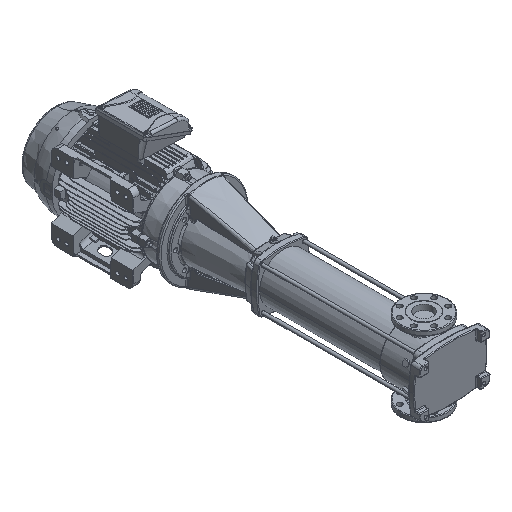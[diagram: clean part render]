
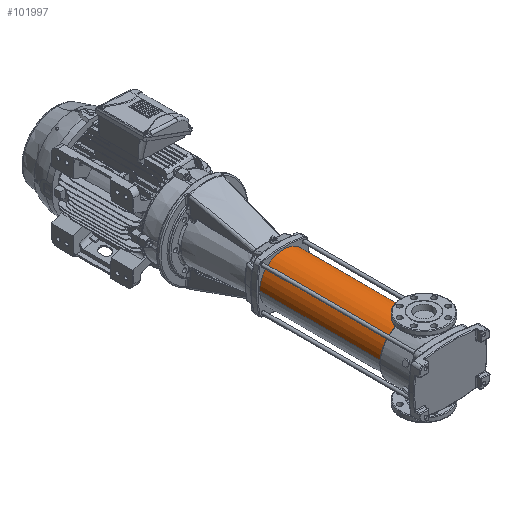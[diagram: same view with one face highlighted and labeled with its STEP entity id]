
A CAD part, isometric view. The second image highlights one B-rep face of the part: STEP entity #101997.
In plain terms, the highlighted cylindrical face has radius 108 mm (diameter 216 mm), a partial arc.
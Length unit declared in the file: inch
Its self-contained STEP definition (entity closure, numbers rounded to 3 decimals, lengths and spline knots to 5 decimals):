
#333 = ORIENTED_EDGE ( 'NONE', *, *, #104833, .T. ) ;
#2381 = VERTEX_POINT ( 'NONE', #70210 ) ;
#2521 = DIRECTION ( 'NONE',  ( 0., -1., 0. ) ) ;
#3269 = CARTESIAN_POINT ( 'NONE',  ( 0., 2.55906, 0. ) ) ;
#4556 = DIRECTION ( 'NONE',  ( 0., 1., 0. ) ) ;
#11557 = DIRECTION ( 'NONE',  ( 0., 1., 0. ) ) ;
#20949 = CARTESIAN_POINT ( 'NONE',  ( 0., 24.42126, -4.25197 ) ) ;
#25832 = CARTESIAN_POINT ( 'NONE',  ( 0., 2.55906, 4.25197 ) ) ;
#26359 = CIRCLE ( 'NONE', #93578, 4.25197 ) ;
#38379 = CIRCLE ( 'NONE', #121829, 4.25197 ) ;
#65310 = DIRECTION ( 'NONE',  ( 0., 1., 0. ) ) ;
#67559 = VERTEX_POINT ( 'NONE', #127369 ) ;
#70210 = CARTESIAN_POINT ( 'NONE',  ( 0., 2.55906, 4.25197 ) ) ;
#76263 = LINE ( 'NONE', #100701, #83765 ) ;
#81377 = AXIS2_PLACEMENT_3D ( 'NONE', #96314, #4556, #97131 ) ;
#81783 = VERTEX_POINT ( 'NONE', #136166 ) ;
#83651 = FACE_OUTER_BOUND ( 'NONE', #124487, .T. ) ;
#83765 = VECTOR ( 'NONE', #65310, 39.37008 ) ;
#85646 = ORIENTED_EDGE ( 'NONE', *, *, #88733, .T. ) ;
#88471 = EDGE_CURVE ( 'NONE', #81783, #2381, #26359, .T. ) ;
#88733 = EDGE_CURVE ( 'NONE', #2381, #67559, #139573, .T. ) ;
#92545 = DIRECTION ( 'NONE',  ( 0., 0., 1. ) ) ;
#93578 = AXIS2_PLACEMENT_3D ( 'NONE', #3269, #159107, #92545 ) ;
#96314 = CARTESIAN_POINT ( 'NONE',  ( 0., 2.55906, 0. ) ) ;
#97131 = DIRECTION ( 'NONE',  ( 0., 0., 1. ) ) ;
#100701 = CARTESIAN_POINT ( 'NONE',  ( 0., 2.55906, -4.25197 ) ) ;
#101997 = ADVANCED_FACE ( 'NONE', ( #83651 ), #108942, .T. ) ;
#104833 = EDGE_CURVE ( 'NONE', #67559, #154604, #38379, .T. ) ;
#108942 = CYLINDRICAL_SURFACE ( 'NONE', #81377, 4.25197 ) ;
#121829 = AXIS2_PLACEMENT_3D ( 'NONE', #130554, #2521, #132219 ) ;
#124487 = EDGE_LOOP ( 'NONE', ( #153839, #143575, #85646, #333 ) ) ;
#127369 = CARTESIAN_POINT ( 'NONE',  ( 0., 24.42126, 4.25197 ) ) ;
#130554 = CARTESIAN_POINT ( 'NONE',  ( 0., 24.42126, 0. ) ) ;
#132219 = DIRECTION ( 'NONE',  ( 0., 0., 1. ) ) ;
#136166 = CARTESIAN_POINT ( 'NONE',  ( 0., 2.55906, -4.25197 ) ) ;
#139573 = LINE ( 'NONE', #25832, #144681 ) ;
#143575 = ORIENTED_EDGE ( 'NONE', *, *, #88471, .T. ) ;
#144681 = VECTOR ( 'NONE', #11557, 39.37008 ) ;
#153839 = ORIENTED_EDGE ( 'NONE', *, *, #159323, .F. ) ;
#154604 = VERTEX_POINT ( 'NONE', #20949 ) ;
#159107 = DIRECTION ( 'NONE',  ( 0., 1., 0. ) ) ;
#159323 = EDGE_CURVE ( 'NONE', #81783, #154604, #76263, .T. ) ;
